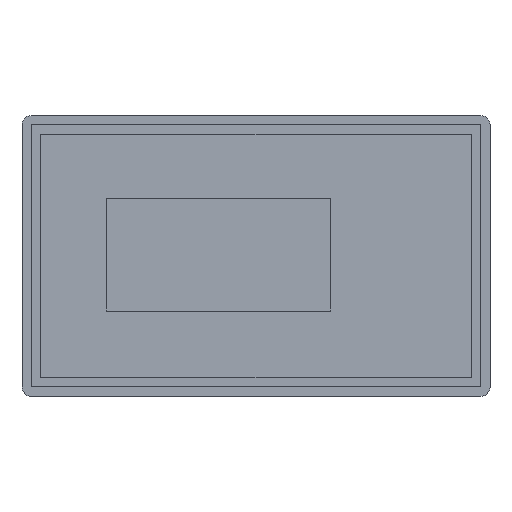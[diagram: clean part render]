
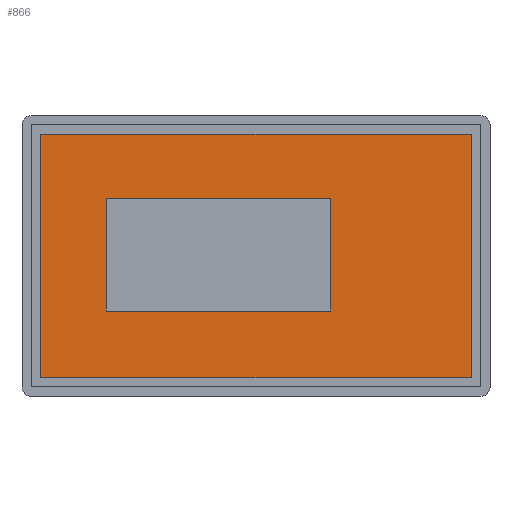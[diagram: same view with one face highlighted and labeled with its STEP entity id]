
A CAD part, top view. The second image highlights one B-rep face of the part: STEP entity #866.
In plain terms, the highlighted planar face has unit normal (0, 0, 1).
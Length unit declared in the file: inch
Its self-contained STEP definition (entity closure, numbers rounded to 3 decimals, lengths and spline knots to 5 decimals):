
#59=FACE_BOUND('',#164,.T.);
#107=FACE_OUTER_BOUND('',#163,.T.);
#163=EDGE_LOOP('',(#746,#747,#748,#749));
#164=EDGE_LOOP('',(#750,#751,#752,#753,#754,#755,#756,#757));
#237=LINE('',#1372,#332);
#239=LINE('',#1378,#334);
#244=LINE('',#1387,#339);
#248=LINE('',#1394,#343);
#252=LINE('',#1401,#347);
#253=LINE('',#1405,#348);
#256=LINE('',#1411,#351);
#259=LINE('',#1416,#354);
#261=LINE('',#1422,#356);
#262=LINE('',#1424,#357);
#263=LINE('',#1426,#358);
#264=LINE('',#1427,#359);
#332=VECTOR('',#1132,0.3937);
#334=VECTOR('',#1136,0.3937);
#339=VECTOR('',#1145,0.3937);
#343=VECTOR('',#1149,0.3937);
#347=VECTOR('',#1157,0.3937);
#348=VECTOR('',#1162,0.3937);
#351=VECTOR('',#1167,0.3937);
#354=VECTOR('',#1172,0.3937);
#356=VECTOR('',#1178,0.3937);
#357=VECTOR('',#1179,0.3937);
#358=VECTOR('',#1180,0.3937);
#359=VECTOR('',#1181,0.3937);
#418=VERTEX_POINT('',#1366);
#420=VERTEX_POINT('',#1370);
#421=VERTEX_POINT('',#1374);
#423=VERTEX_POINT('',#1377);
#425=VERTEX_POINT('',#1386);
#428=VERTEX_POINT('',#1392);
#430=VERTEX_POINT('',#1404);
#432=VERTEX_POINT('',#1410);
#434=VERTEX_POINT('',#1420);
#435=VERTEX_POINT('',#1421);
#436=VERTEX_POINT('',#1423);
#437=VERTEX_POINT('',#1425);
#523=EDGE_CURVE('',#420,#418,#237,.T.);
#525=EDGE_CURVE('',#423,#421,#239,.T.);
#530=EDGE_CURVE('',#425,#423,#244,.T.);
#534=EDGE_CURVE('',#420,#428,#248,.T.);
#538=EDGE_CURVE('',#418,#421,#252,.T.);
#539=EDGE_CURVE('',#430,#425,#253,.T.);
#542=EDGE_CURVE('',#428,#432,#256,.T.);
#545=EDGE_CURVE('',#432,#430,#259,.T.);
#547=EDGE_CURVE('',#434,#435,#261,.T.);
#548=EDGE_CURVE('',#436,#434,#262,.T.);
#549=EDGE_CURVE('',#437,#436,#263,.T.);
#550=EDGE_CURVE('',#435,#437,#264,.T.);
#746=ORIENTED_EDGE('',*,*,#547,.F.);
#747=ORIENTED_EDGE('',*,*,#548,.F.);
#748=ORIENTED_EDGE('',*,*,#549,.F.);
#749=ORIENTED_EDGE('',*,*,#550,.F.);
#750=ORIENTED_EDGE('',*,*,#539,.T.);
#751=ORIENTED_EDGE('',*,*,#530,.T.);
#752=ORIENTED_EDGE('',*,*,#525,.T.);
#753=ORIENTED_EDGE('',*,*,#538,.F.);
#754=ORIENTED_EDGE('',*,*,#523,.F.);
#755=ORIENTED_EDGE('',*,*,#534,.T.);
#756=ORIENTED_EDGE('',*,*,#542,.T.);
#757=ORIENTED_EDGE('',*,*,#545,.T.);
#817=PLANE('',#951);
#866=ADVANCED_FACE('',(#107,#59),#817,.T.);
#951=AXIS2_PLACEMENT_3D('',#1419,#1176,#1177);
#1132=DIRECTION('',(-1.,0.,0.));
#1136=DIRECTION('',(-1.,0.,0.));
#1145=DIRECTION('',(0.,-1.,0.));
#1149=DIRECTION('',(0.,-1.,0.));
#1157=DIRECTION('',(0.,1.,0.));
#1162=DIRECTION('',(1.,0.,0.));
#1167=DIRECTION('',(-1.,0.,0.));
#1172=DIRECTION('',(0.,1.,0.));
#1176=DIRECTION('center_axis',(0.,0.,1.));
#1177=DIRECTION('ref_axis',(1.,0.,0.));
#1178=DIRECTION('',(-1.,0.,0.));
#1179=DIRECTION('',(0.,-1.,0.));
#1180=DIRECTION('',(1.,0.,0.));
#1181=DIRECTION('',(0.,1.,0.));
#1366=CARTESIAN_POINT('',(-1.85,-1.1229,0.2));
#1370=CARTESIAN_POINT('',(-1.7,-1.1229,0.2));
#1372=CARTESIAN_POINT('',(-1.7,-1.1229,0.2));
#1374=CARTESIAN_POINT('',(-1.85,-1.0229,0.2));
#1377=CARTESIAN_POINT('',(-1.7,-1.0229,0.2));
#1378=CARTESIAN_POINT('',(-1.7,-1.0229,0.2));
#1386=CARTESIAN_POINT('',(-1.7,-0.8879,0.2));
#1387=CARTESIAN_POINT('',(-1.7,-1.79402,0.2));
#1392=CARTESIAN_POINT('',(-1.7,-2.08804,0.2));
#1394=CARTESIAN_POINT('',(-1.7,-1.79402,0.2));
#1401=CARTESIAN_POINT('',(-1.85,-1.51145,0.2));
#1404=CARTESIAN_POINT('',(-4.1,-0.8879,0.2));
#1405=CARTESIAN_POINT('',(-2.1,-0.8879,0.2));
#1410=CARTESIAN_POINT('',(-4.1,-2.08804,0.2));
#1411=CARTESIAN_POINT('',(-3.3,-2.08804,0.2));
#1416=CARTESIAN_POINT('',(-4.1,-1.19395,0.2));
#1419=CARTESIAN_POINT('Origin',(-2.5,-1.5,0.2));
#1420=CARTESIAN_POINT('',(-0.2,-2.8,0.2));
#1421=CARTESIAN_POINT('',(-4.8,-2.8,0.2));
#1422=CARTESIAN_POINT('',(-3.75,-2.8,0.2));
#1423=CARTESIAN_POINT('',(-0.2,-0.2,0.2));
#1424=CARTESIAN_POINT('',(-0.2,-2.25,0.2));
#1425=CARTESIAN_POINT('',(-4.8,-0.2,0.2));
#1426=CARTESIAN_POINT('',(-1.25,-0.2,0.2));
#1427=CARTESIAN_POINT('',(-4.8,-0.75,0.2));
